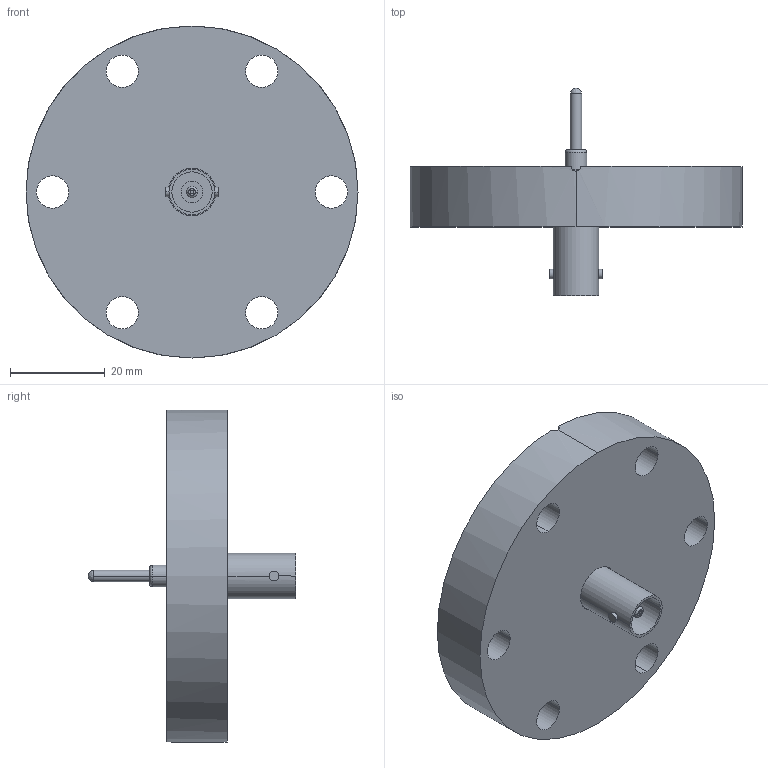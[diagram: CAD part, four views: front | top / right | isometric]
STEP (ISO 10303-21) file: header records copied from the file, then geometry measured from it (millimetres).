
FILE_DESCRIPTION (( 'STEP AP214' ), '1' );
FILE_NAME ('242-BNC50-C40.step', '2025-02-18T20:43:53', ( '' ), ( '' ), 'SwSTEP 2.0', 'SolidWorks 2022', '' );
FILE_SCHEMA (( 'AUTOMOTIVE_DESIGN' ));
Length unit declared in the file: millimetre
Products named in the file (3): 9411-C40-9.6_DN40 CF; 242-BNC50-I; 242-BNC50-C40
Assembly tree (2 placements, depth 2):
  242-BNC50-C40
    9411-C40-9.6_DN40 CF
    242-BNC50-I
Bounding box: 69.9 x 43.75 x 69.9 mm (x, y, z)
Volume: 42843.5 mm3; surface area: 14042.4 mm2
Topology: 1 solids, 3 shells, 67 faces, 156 edges, 98 vertices
Faces by surface type: cylinder 42, plane 15, cone 4, torus 4, bspline 2
Entity records: 2187 total; most frequent: CARTESIAN_POINT 487, DIRECTION 372, ORIENTED_EDGE 302, AXIS2_PLACEMENT_3D 161, EDGE_CURVE 152, VERTEX_POINT 98, CIRCLE 90, EDGE_LOOP 89
